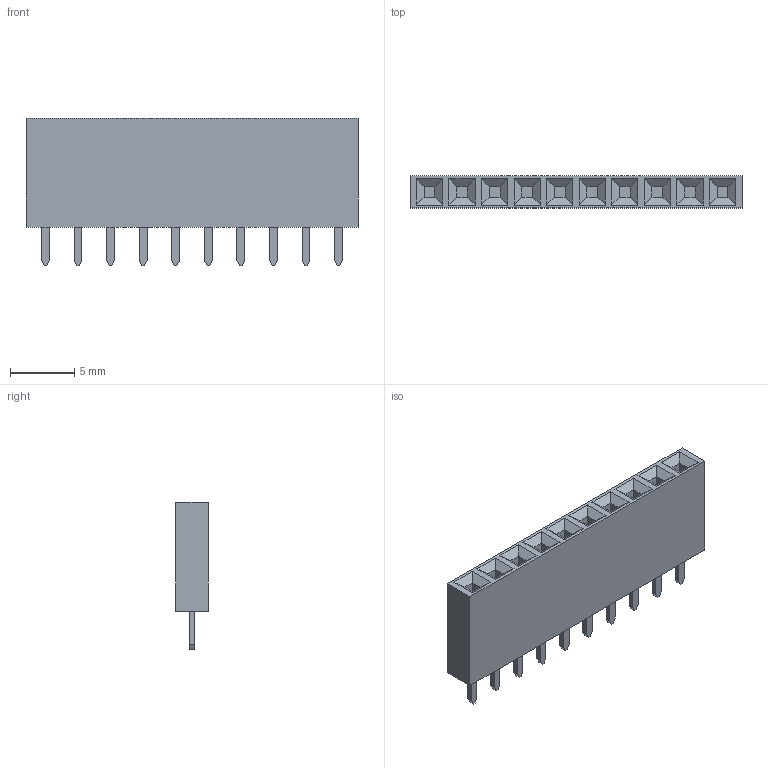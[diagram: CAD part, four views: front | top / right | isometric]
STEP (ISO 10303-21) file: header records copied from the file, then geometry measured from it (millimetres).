
FILE_DESCRIPTION (( 'STEP AP214' ), '1' );
FILE_NAME ('PBS-10.STEP', '2023-01-26T10:16:52', ( '' ), ( '' ), 'SwSTEP 2.0', 'SolidWorks 2019', '' );
FILE_SCHEMA (( 'AUTOMOTIVE_DESIGN' ));
Length unit declared in the file: millimetre
Products named in the file (1): PBS-10
Bounding box: 25.9 x 2.5 x 11.5 mm (x, y, z)
Volume: 506.6 mm3; surface area: 871.7 mm2
Topology: 11 solids, 11 shells, 176 faces, 392 edges, 248 vertices
Faces by surface type: plane 176
Entity records: 5720 total; most frequent: CARTESIAN_POINT 817, ORIENTED_EDGE 784, DIRECTION 746, VECTOR 392, LINE 392, EDGE_CURVE 392, VERTEX_POINT 248, EDGE_LOOP 186
